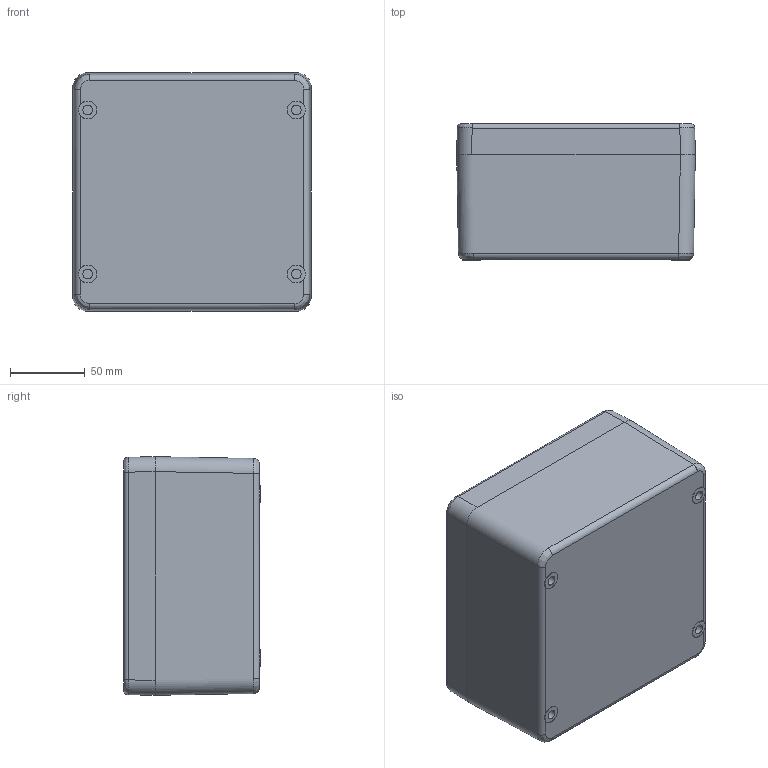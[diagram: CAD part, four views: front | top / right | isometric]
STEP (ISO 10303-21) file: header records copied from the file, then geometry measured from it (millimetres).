
FILE_DESCRIPTION (( 'STEP AP214' ), '1' );
FILE_NAME ('2367-1616-09-00.step', '2023-11-08T08:22:02', ( '' ), ( '' ), 'SwSTEP 2.0', 'SolidWorks 2019', '' );
FILE_SCHEMA (( 'AUTOMOTIVE_DESIGN' ));
Length unit declared in the file: millimetre
Products named in the file (5): DeckelschraubeM6x30; Unterteil^2367-1616-09-00; Deckel^2367-1616-09-00; 2367-1616-09-00
Assembly tree (7 placements, depth 3):
  2367-1616-09-00
    2367-1616-09-00
      Unterteil^2367-1616-09-00
      Deckel^2367-1616-09-00
      DeckelschraubeM6x30  x4
Bounding box: 160 x 91.5 x 160 mm (x, y, z)
Volume: 215644.8 mm3; surface area: 228401.7 mm2
Topology: 1 solids, 20 shells, 557 faces, 1420 edges, 890 vertices
Faces by surface type: cylinder 204, plane 197, cone 120, torus 20, bspline 16
Entity records: 14493 total; most frequent: CARTESIAN_POINT 4938, ORIENTED_EDGE 1938, DIRECTION 1930, EDGE_CURVE 991, AXIS2_PLACEMENT_3D 764, VERTEX_POINT 632, EDGE_LOOP 465, ADVANCED_FACE 407
